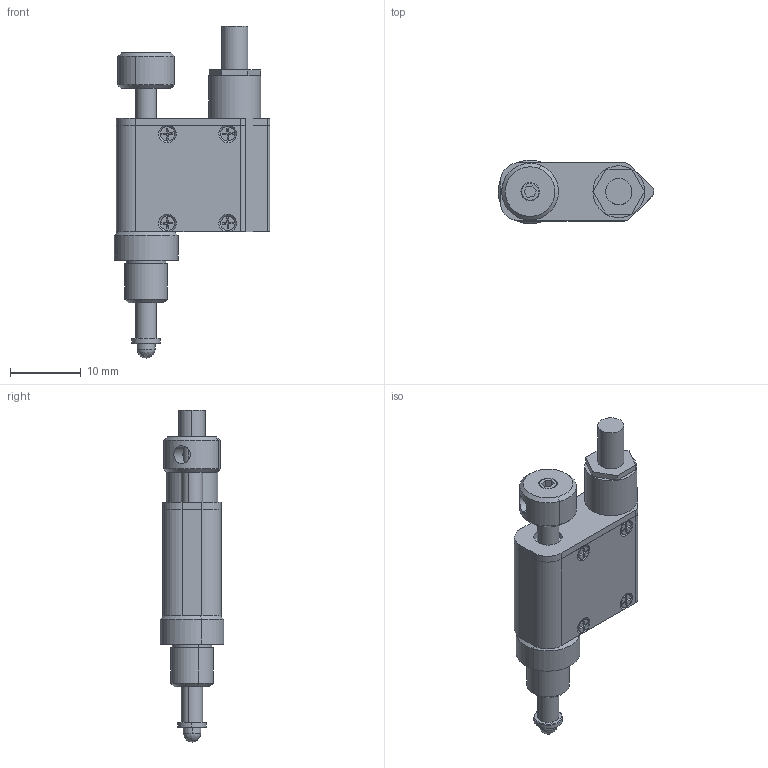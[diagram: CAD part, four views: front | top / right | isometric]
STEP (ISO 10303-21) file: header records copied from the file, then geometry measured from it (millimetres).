
FILE_DESCRIPTION (( 'STEP AP203' ), '1' );
FILE_NAME ('PAM3-6.5R_Temp.STEP', '2024-01-16T05:23:01', ( '' ), ( '' ), 'SwSTEP 2.0', 'SolidWorks 2013', '' );
FILE_SCHEMA (( 'CONFIG_CONTROL_DESIGN' ));
Length unit declared in the file: millimetre
Products named in the file (3): PAM3-6.5R_Temp; 2_蹬怮椔; 1_蹬怮椔
Assembly tree (2 placements, depth 2):
  PAM3-6.5R_Temp
    1_蹬怮椔
    2_蹬怮椔
Bounding box: 21.92 x 8.99 x 46.79 mm (x, y, z)
Volume: 3890.8 mm3; surface area: 3475.5 mm2
Topology: 16 solids, 16 shells, 391 faces, 930 edges, 586 vertices
Faces by surface type: plane 193, cylinder 125, cone 72, bspline 1
Entity records: 11576 total; most frequent: CARTESIAN_POINT 2057, DIRECTION 1990, ORIENTED_EDGE 1836, EDGE_CURVE 918, AXIS2_PLACEMENT_3D 697, LINE 596, VECTOR 596, VERTEX_POINT 586
